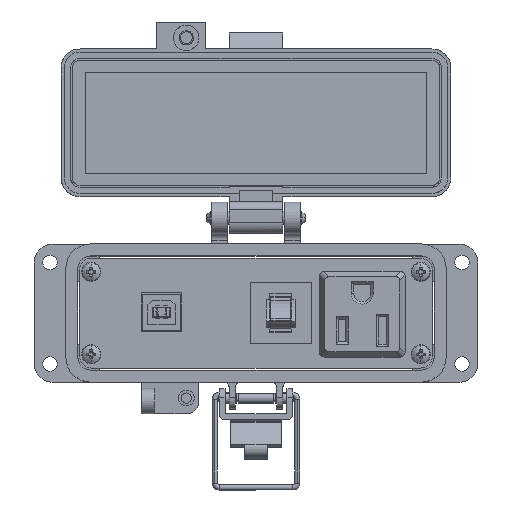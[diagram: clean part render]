
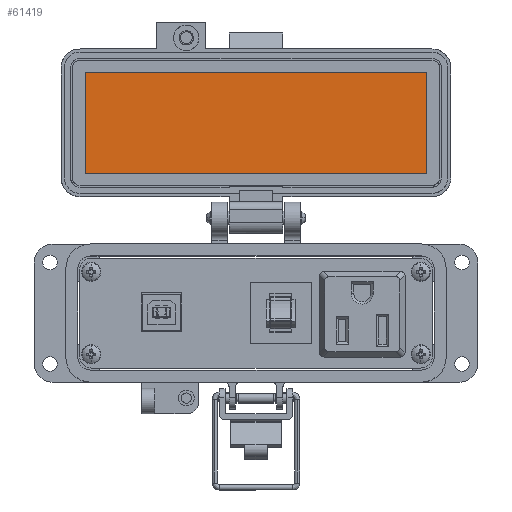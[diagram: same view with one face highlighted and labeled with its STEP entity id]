
A CAD part, top view. The second image highlights one B-rep face of the part: STEP entity #61419.
In plain terms, the highlighted planar face has unit normal (0, 0, 1).
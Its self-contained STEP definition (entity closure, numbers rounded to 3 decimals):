
#552 = CARTESIAN_POINT ( 'NONE',  ( 42., 51.154, -25.55 ) ) ;
#1262 = CARTESIAN_POINT ( 'NONE',  ( -8.5, 83.154, -25.55 ) ) ;
#1373 = ORIENTED_EDGE ( 'NONE', *, *, #31654, .F. ) ;
#1618 = DIRECTION ( 'NONE',  ( 0., 1., 0. ) ) ;
#3604 = FACE_OUTER_BOUND ( 'NONE', #12525, .T. ) ;
#3705 = VECTOR ( 'NONE', #62290, 1000. ) ;
#5115 = LINE ( 'NONE', #552, #69169 ) ;
#8196 = PLANE ( 'NONE',  #35567 ) ;
#12525 = EDGE_LOOP ( 'NONE', ( #25221, #29666, #60203, #1373 ) ) ;
#14059 = VERTEX_POINT ( 'NONE', #19871 ) ;
#19871 = CARTESIAN_POINT ( 'NONE',  ( 53.75, 51.154, -25.55 ) ) ;
#25221 = ORIENTED_EDGE ( 'NONE', *, *, #29266, .F. ) ;
#28053 = LINE ( 'NONE', #1262, #32841 ) ;
#28733 = CARTESIAN_POINT ( 'NONE',  ( -53.75, 67.154, -25.55 ) ) ;
#29206 = CARTESIAN_POINT ( 'NONE',  ( -53.75, 83.154, -25.55 ) ) ;
#29266 = EDGE_CURVE ( 'NONE', #59250, #54594, #28053, .T. ) ;
#29666 = ORIENTED_EDGE ( 'NONE', *, *, #68534, .F. ) ;
#29699 = CARTESIAN_POINT ( 'NONE',  ( -8.5, 67.154, -25.55 ) ) ;
#30810 = VERTEX_POINT ( 'NONE', #68166 ) ;
#31239 = CARTESIAN_POINT ( 'NONE',  ( 53.75, 83.154, -25.55 ) ) ;
#31654 = EDGE_CURVE ( 'NONE', #54594, #14059, #56638, .T. ) ;
#32841 = VECTOR ( 'NONE', #55209, 1000. ) ;
#35567 = AXIS2_PLACEMENT_3D ( 'NONE', #29699, #51220, #45954 ) ;
#39987 = VECTOR ( 'NONE', #1618, 1000. ) ;
#41794 = CARTESIAN_POINT ( 'NONE',  ( 53.75, 67.154, -25.55 ) ) ;
#45954 = DIRECTION ( 'NONE',  ( 0., -1., 0. ) ) ;
#51220 = DIRECTION ( 'NONE',  ( 0., 0., 1. ) ) ;
#54594 = VERTEX_POINT ( 'NONE', #31239 ) ;
#55209 = DIRECTION ( 'NONE',  ( 1., 0., 0. ) ) ;
#56638 = LINE ( 'NONE', #41794, #3705 ) ;
#59250 = VERTEX_POINT ( 'NONE', #29206 ) ;
#60203 = ORIENTED_EDGE ( 'NONE', *, *, #66525, .F. ) ;
#60849 = LINE ( 'NONE', #28733, #39987 ) ;
#61419 = ADVANCED_FACE ( 'NONE', ( #3604 ), #8196, .T. ) ;
#62290 = DIRECTION ( 'NONE',  ( 0., -1., 0. ) ) ;
#64740 = DIRECTION ( 'NONE',  ( -1., 0., 0. ) ) ;
#66525 = EDGE_CURVE ( 'NONE', #14059, #30810, #5115, .T. ) ;
#68166 = CARTESIAN_POINT ( 'NONE',  ( -53.75, 51.154, -25.55 ) ) ;
#68534 = EDGE_CURVE ( 'NONE', #30810, #59250, #60849, .T. ) ;
#69169 = VECTOR ( 'NONE', #64740, 1000. ) ;
